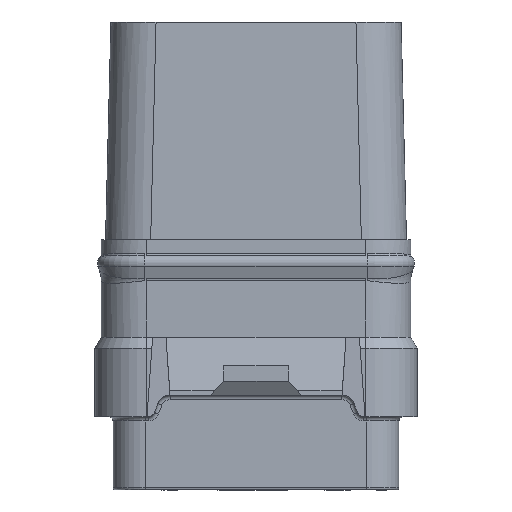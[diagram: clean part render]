
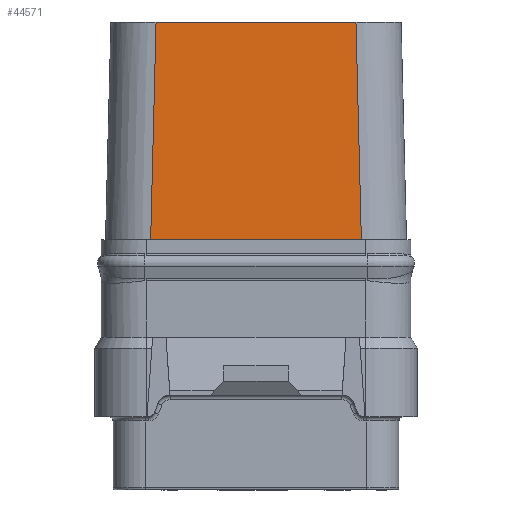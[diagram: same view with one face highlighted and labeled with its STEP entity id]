
A CAD part, front view. The second image highlights one B-rep face of the part: STEP entity #44571.
In plain terms, the highlighted planar face has unit normal (0, -1, 0.025).
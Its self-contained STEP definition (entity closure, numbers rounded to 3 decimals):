
#39=DIRECTION('',(1.,0.,0.));
#40=VECTOR('',#39,9.8);
#41=CARTESIAN_POINT('',(-4.9,-6.,0.));
#42=LINE('',#41,#40);
#5517=DIRECTION('',(1.,0.,0.));
#5518=VECTOR('',#5517,9.3);
#5519=CARTESIAN_POINT('',(-4.65,-5.75,10.12));
#5520=LINE('',#5519,#5518);
#7182=DIRECTION('',(-0.025,0.025,0.999));
#7183=VECTOR('',#7182,10.126);
#7184=CARTESIAN_POINT('',(4.9,-6.,0.));
#7185=LINE('',#7184,#7183);
#7186=DIRECTION('',(0.025,0.025,0.999));
#7187=VECTOR('',#7186,10.126);
#7188=CARTESIAN_POINT('',(-4.9,-6.,0.));
#7189=LINE('',#7188,#7187);
#28063=CARTESIAN_POINT('',(-4.65,-5.75,10.12));
#28064=VERTEX_POINT('',#28063);
#28065=CARTESIAN_POINT('',(4.65,-5.75,10.12));
#28066=VERTEX_POINT('',#28065);
#28079=CARTESIAN_POINT('',(-4.9,-6.,0.));
#28080=VERTEX_POINT('',#28079);
#28081=CARTESIAN_POINT('',(4.9,-6.,0.));
#28082=VERTEX_POINT('',#28081);
#44559=CARTESIAN_POINT('',(0.,-5.875,5.06));
#44560=DIRECTION('',(0.,-1.,0.025));
#44561=DIRECTION('',(1.,0.,0.));
#44562=AXIS2_PLACEMENT_3D('',#44559,#44560,#44561);
#44563=PLANE('',#44562);
#44564=ORIENTED_EDGE('',*,*,#35525,.F.);
#44566=ORIENTED_EDGE('',*,*,#44565,.T.);
#44567=ORIENTED_EDGE('',*,*,#43459,.T.);
#44568=ORIENTED_EDGE('',*,*,#44552,.F.);
#44569=EDGE_LOOP('',(#44564,#44566,#44567,#44568));
#44570=FACE_OUTER_BOUND('',#44569,.F.);
#44571=ADVANCED_FACE('',(#44570),#44563,.T.);
#35525=EDGE_CURVE('',#28080,#28082,#42,.T.);
#43459=EDGE_CURVE('',#28064,#28066,#5520,.T.);
#44552=EDGE_CURVE('',#28082,#28066,#7185,.T.);
#44565=EDGE_CURVE('',#28080,#28064,#7189,.T.);
